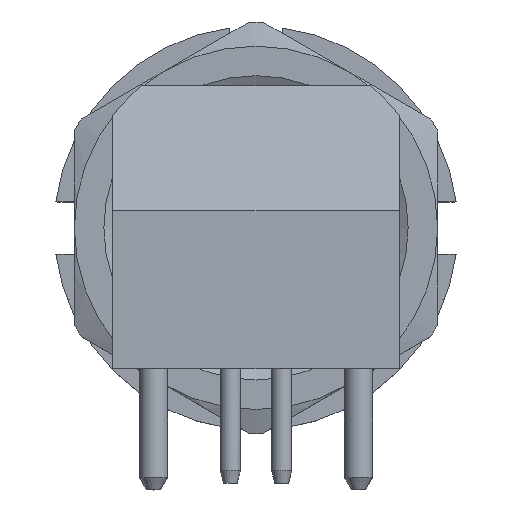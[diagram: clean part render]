
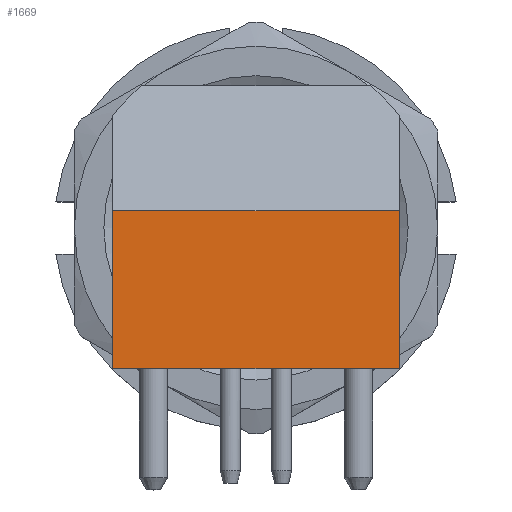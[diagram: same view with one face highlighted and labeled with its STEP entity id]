
A CAD part, top view. The second image highlights one B-rep face of the part: STEP entity #1669.
In plain terms, the highlighted planar face has unit normal (0, 0, 1).
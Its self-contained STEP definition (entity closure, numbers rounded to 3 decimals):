
#61=LINE('',#2401,#134);
#66=LINE('',#2447,#139);
#67=LINE('',#2449,#140);
#68=LINE('',#2451,#141);
#134=VECTOR('',#1968,1000.);
#139=VECTOR('',#2021,1000.);
#140=VECTOR('',#2022,1000.);
#141=VECTOR('',#2023,1000.);
#210=PLANE('',#1800);
#311=ORIENTED_EDGE('',*,*,#666,.T.);
#312=ORIENTED_EDGE('',*,*,#685,.T.);
#313=ORIENTED_EDGE('',*,*,#686,.T.);
#314=ORIENTED_EDGE('',*,*,#687,.T.);
#666=EDGE_CURVE('',#856,#855,#61,.T.);
#685=EDGE_CURVE('',#855,#873,#66,.T.);
#686=EDGE_CURVE('',#873,#874,#67,.T.);
#687=EDGE_CURVE('',#874,#856,#68,.T.);
#855=VERTEX_POINT('',#2400);
#856=VERTEX_POINT('',#2402);
#873=VERTEX_POINT('',#2448);
#874=VERTEX_POINT('',#2450);
#1078=EDGE_LOOP('',(#311,#312,#313,#314));
#1211=FACE_BOUND('',#1078,.T.);
#1669=ADVANCED_FACE('',(#1211),#210,.T.);
#1800=AXIS2_PLACEMENT_3D('',#2446,#2019,#2020);
#1968=DIRECTION('',(-1.,0.,0.));
#2019=DIRECTION('',(0.,0.,1.));
#2020=DIRECTION('',(1.,0.,0.));
#2021=DIRECTION('',(0.,-1.,0.));
#2022=DIRECTION('',(1.,0.,0.));
#2023=DIRECTION('',(0.,1.,0.));
#2400=CARTESIAN_POINT('',(-3.55,0.4,19.));
#2401=CARTESIAN_POINT('',(-0.867,0.4,19.));
#2402=CARTESIAN_POINT('',(3.55,0.4,19.));
#2446=CARTESIAN_POINT('',(-1.734,-0.076,19.));
#2447=CARTESIAN_POINT('',(-3.55,2.765,19.));
#2448=CARTESIAN_POINT('',(-3.55,-3.5,19.));
#2449=CARTESIAN_POINT('',(-3.55,-3.5,19.));
#2450=CARTESIAN_POINT('',(3.55,-3.5,19.));
#2451=CARTESIAN_POINT('',(3.55,-3.5,19.));
